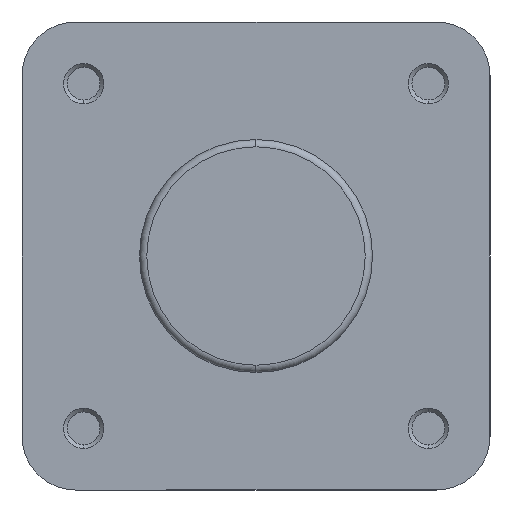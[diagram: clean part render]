
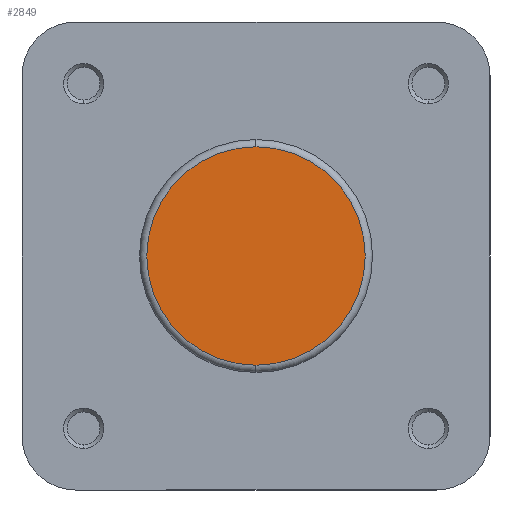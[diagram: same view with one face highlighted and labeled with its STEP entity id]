
A CAD part, left-side view. The second image highlights one B-rep face of the part: STEP entity #2849.
In plain terms, the highlighted planar face has unit normal (-1, 0, 0).
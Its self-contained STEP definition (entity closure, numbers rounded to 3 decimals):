
#91 = EDGE_LOOP ( 'NONE', ( #1238, #1237 ) ) ;
#569 = CARTESIAN_POINT ( 'NONE',  ( 0., 0., -22.4 ) ) ;
#1237 = ORIENTED_EDGE ( 'NONE', *, *, #1964, .T. ) ;
#1238 = ORIENTED_EDGE ( 'NONE', *, *, #1907, .T. ) ;
#1573 = CIRCLE ( 'NONE', #2213, 22.4 ) ;
#1656 = CIRCLE ( 'NONE', #2245, 22.4 ) ;
#1907 = EDGE_CURVE ( 'NONE', #3247, #3199, #1573, .T. ) ;
#1964 = EDGE_CURVE ( 'NONE', #3199, #3247, #1656, .T. ) ;
#2213 = AXIS2_PLACEMENT_3D ( 'NONE', #3660, #3669, #3670 ) ;
#2245 = AXIS2_PLACEMENT_3D ( 'NONE', #3811, #3813, #3814 ) ;
#2550 = AXIS2_PLACEMENT_3D ( 'NONE', #5827, #5835, #5836 ) ;
#2849 = ADVANCED_FACE ( 'NONE', ( #4786 ), #5820, .F. ) ;
#3199 = VERTEX_POINT ( 'NONE', #6386 ) ;
#3247 = VERTEX_POINT ( 'NONE', #569 ) ;
#3660 = CARTESIAN_POINT ( 'NONE',  ( 0., 0., 0. ) ) ;
#3669 = DIRECTION ( 'NONE',  ( -1., 0., 0. ) ) ;
#3670 = DIRECTION ( 'NONE',  ( 0., 0., -1. ) ) ;
#3811 = CARTESIAN_POINT ( 'NONE',  ( 0., 0., 0. ) ) ;
#3813 = DIRECTION ( 'NONE',  ( -1., 0., 0. ) ) ;
#3814 = DIRECTION ( 'NONE',  ( 0., 0., -1. ) ) ;
#4786 = FACE_OUTER_BOUND ( 'NONE', #91, .T. ) ;
#5820 = PLANE ( 'NONE',  #2550 ) ;
#5827 = CARTESIAN_POINT ( 'NONE',  ( 0., 23.9, 0. ) ) ;
#5835 = DIRECTION ( 'NONE',  ( 1., 0., 0. ) ) ;
#5836 = DIRECTION ( 'NONE',  ( 0., 0., -1. ) ) ;
#6386 = CARTESIAN_POINT ( 'NONE',  ( 0., 0., 22.4 ) ) ;
